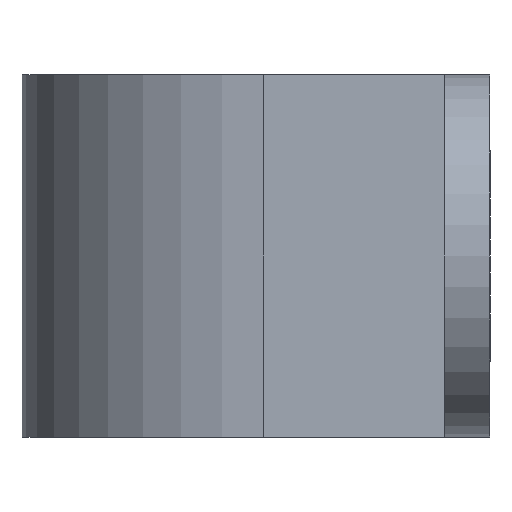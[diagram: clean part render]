
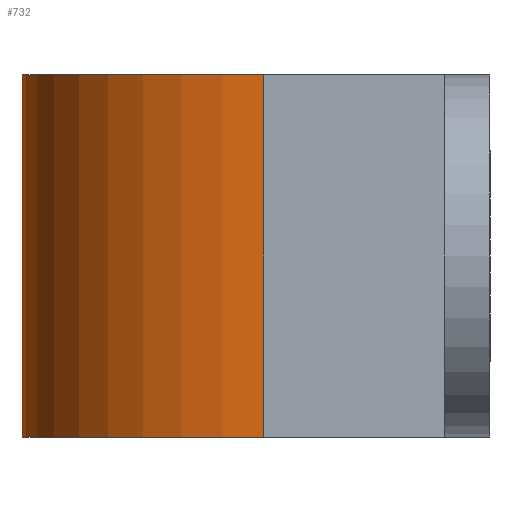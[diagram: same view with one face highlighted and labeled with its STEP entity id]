
A CAD part, left-side view. The second image highlights one B-rep face of the part: STEP entity #732.
In plain terms, the highlighted cylindrical face has radius 8 mm (diameter 16 mm), a partial arc.
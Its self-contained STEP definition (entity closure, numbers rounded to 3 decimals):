
#14 = DIRECTION ( 'NONE',  ( 0., 0., -1. ) ) ;
#22 = CARTESIAN_POINT ( 'NONE',  ( -8., 7.5, 6. ) ) ;
#71 = AXIS2_PLACEMENT_3D ( 'NONE', #907, #302, #470 ) ;
#88 = EDGE_CURVE ( 'NONE', #590, #270, #866, .T. ) ;
#147 = AXIS2_PLACEMENT_3D ( 'NONE', #385, #678, #232 ) ;
#207 = CARTESIAN_POINT ( 'NONE',  ( 0., 7.5, 6. ) ) ;
#232 = DIRECTION ( 'NONE',  ( -1., 0., 0. ) ) ;
#242 = FACE_OUTER_BOUND ( 'NONE', #690, .T. ) ;
#270 = VERTEX_POINT ( 'NONE', #581 ) ;
#275 = ORIENTED_EDGE ( 'NONE', *, *, #412, .F. ) ;
#282 = CARTESIAN_POINT ( 'NONE',  ( 8., 7.5, 6. ) ) ;
#297 = LINE ( 'NONE', #22, #561 ) ;
#302 = DIRECTION ( 'NONE',  ( 0., 0., 1. ) ) ;
#303 = VERTEX_POINT ( 'NONE', #282 ) ;
#325 = CARTESIAN_POINT ( 'NONE',  ( 8., 7.5, 6. ) ) ;
#359 = VECTOR ( 'NONE', #586, 1000. ) ;
#385 = CARTESIAN_POINT ( 'NONE',  ( 0., 7.5, 6. ) ) ;
#387 = ORIENTED_EDGE ( 'NONE', *, *, #88, .T. ) ;
#412 = EDGE_CURVE ( 'NONE', #303, #784, #488, .T. ) ;
#416 = DIRECTION ( 'NONE',  ( -1., 0., 0. ) ) ;
#432 = ORIENTED_EDGE ( 'NONE', *, *, #680, .T. ) ;
#449 = LINE ( 'NONE', #325, #359 ) ;
#470 = DIRECTION ( 'NONE',  ( 1., 0., 0. ) ) ;
#488 = CIRCLE ( 'NONE', #880, 8. ) ;
#561 = VECTOR ( 'NONE', #14, 1000. ) ;
#566 = ORIENTED_EDGE ( 'NONE', *, *, #580, .F. ) ;
#580 = EDGE_CURVE ( 'NONE', #784, #270, #297, .T. ) ;
#581 = CARTESIAN_POINT ( 'NONE',  ( -8., 7.5, -6. ) ) ;
#586 = DIRECTION ( 'NONE',  ( 0., 0., -1. ) ) ;
#590 = VERTEX_POINT ( 'NONE', #875 ) ;
#678 = DIRECTION ( 'NONE',  ( 0., 0., -1. ) ) ;
#680 = EDGE_CURVE ( 'NONE', #303, #590, #449, .T. ) ;
#690 = EDGE_LOOP ( 'NONE', ( #387, #566, #275, #432 ) ) ;
#708 = CARTESIAN_POINT ( 'NONE',  ( -8., 7.5, 6. ) ) ;
#732 = ADVANCED_FACE ( 'NONE', ( #242 ), #822, .T. ) ;
#781 = DIRECTION ( 'NONE',  ( 0., 0., 1. ) ) ;
#784 = VERTEX_POINT ( 'NONE', #708 ) ;
#822 = CYLINDRICAL_SURFACE ( 'NONE', #147, 8. ) ;
#866 = CIRCLE ( 'NONE', #71, 8. ) ;
#875 = CARTESIAN_POINT ( 'NONE',  ( 8., 7.5, -6. ) ) ;
#880 = AXIS2_PLACEMENT_3D ( 'NONE', #207, #781, #416 ) ;
#907 = CARTESIAN_POINT ( 'NONE',  ( 0., 7.5, -6. ) ) ;
